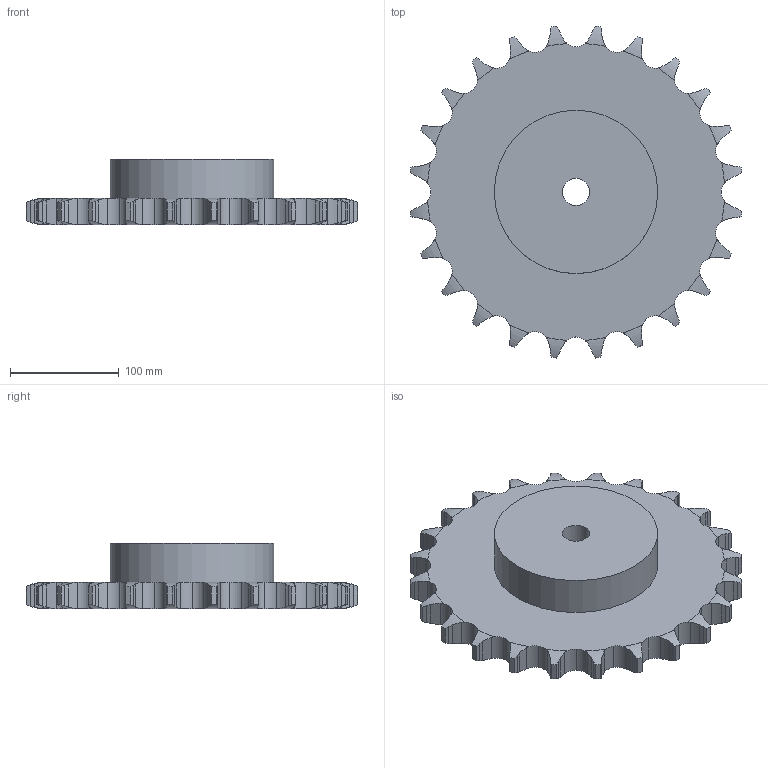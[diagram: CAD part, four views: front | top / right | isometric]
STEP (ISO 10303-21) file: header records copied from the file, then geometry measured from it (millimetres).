
FILE_DESCRIPTION(('FreeCAD Model'),'2;1');
FILE_NAME('Open CASCADE Shape Model','2021-06-20T09:17:22',('FreeCAD'),( 'FreeCAD'),'Open CASCADE STEP processor 7.4','FreeCAD','Unknown');
FILE_SCHEMA(('AUTOMOTIVE_DESIGN { 1 0 10303 214 1 1 1 1 }'));
Length unit declared in the file: millimetre
Products named in the file (1): Open CASCADE STEP translator 7.4 53
Bounding box: 304.79 x 304.79 x 60 mm (x, y, z)
Volume: 2091933.9 mm3; surface area: 176813.2 mm2
Topology: 1 solids, 1 shells, 270 faces, 799 edges, 533 vertices
Faces by surface type: cylinder 170, plane 52, torus 48
Full cylindrical faces by diameter (mm): 25 x1, 150 x1
Entity records: 24322 total; most frequent: CARTESIAN_POINT 10833, DIRECTION 1839, ORIENTED_EDGE 1598, PCURVE 1598, DEFINITIONAL_REPRESENTATION 1598, B_SPLINE_CURVE_WITH_KNOTS 1152, LINE 898, VECTOR 898
